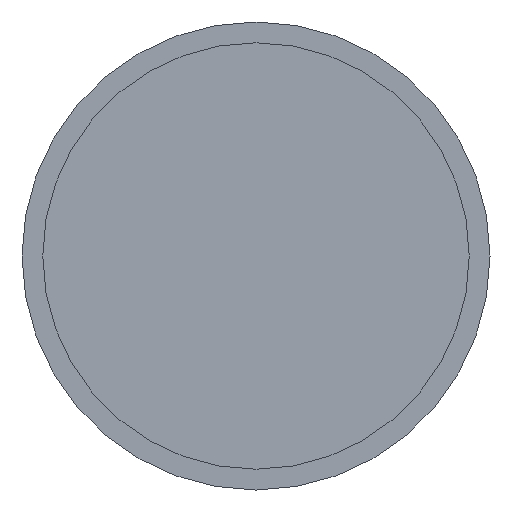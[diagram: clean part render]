
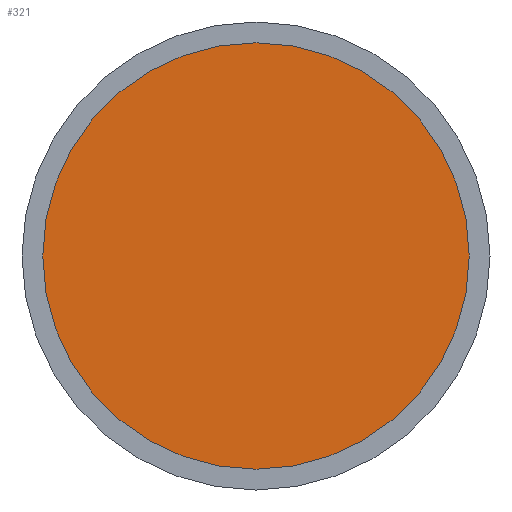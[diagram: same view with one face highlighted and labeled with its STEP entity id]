
A CAD part, front view. The second image highlights one B-rep face of the part: STEP entity #321.
In plain terms, the highlighted planar face has unit normal (0, -1, 0).
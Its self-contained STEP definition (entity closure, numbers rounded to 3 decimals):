
#54=CARTESIAN_POINT('',(0.,0.,0.));
#55=DIRECTION('',(0.,1.,0.));
#56=DIRECTION('',(1.,0.,0.));
#57=AXIS2_PLACEMENT_3D('',#54,#55,#56);
#62=CARTESIAN_POINT('',(0.,0.,0.));
#63=DIRECTION('',(0.,-1.,0.));
#64=DIRECTION('',(1.,0.,0.));
#65=AXIS2_PLACEMENT_3D('',#62,#63,#64);
#278=CARTESIAN_POINT('',(8.2,0.,0.));
#280=VERTEX_POINT('',#278);
#286=CARTESIAN_POINT('',(-8.2,0.,0.));
#288=VERTEX_POINT('',#286);
#310=CARTESIAN_POINT('',(0.,0.,0.));
#311=DIRECTION('',(0.,-1.,0.));
#312=DIRECTION('',(-1.,0.,0.));
#313=AXIS2_PLACEMENT_3D('',#310,#311,#312);
#314=PLANE('',#313);
#316=ORIENTED_EDGE('',*,*,#315,.T.);
#318=ORIENTED_EDGE('',*,*,#317,.F.);
#319=EDGE_LOOP('',(#316,#318));
#320=FACE_OUTER_BOUND('',#319,.F.);
#321=ADVANCED_FACE('',(#320),#314,.T.);
#58=CIRCLE('',#57,8.2);
#66=CIRCLE('',#65,8.2);
#315=EDGE_CURVE('',#280,#288,#58,.T.);
#317=EDGE_CURVE('',#280,#288,#66,.T.);
